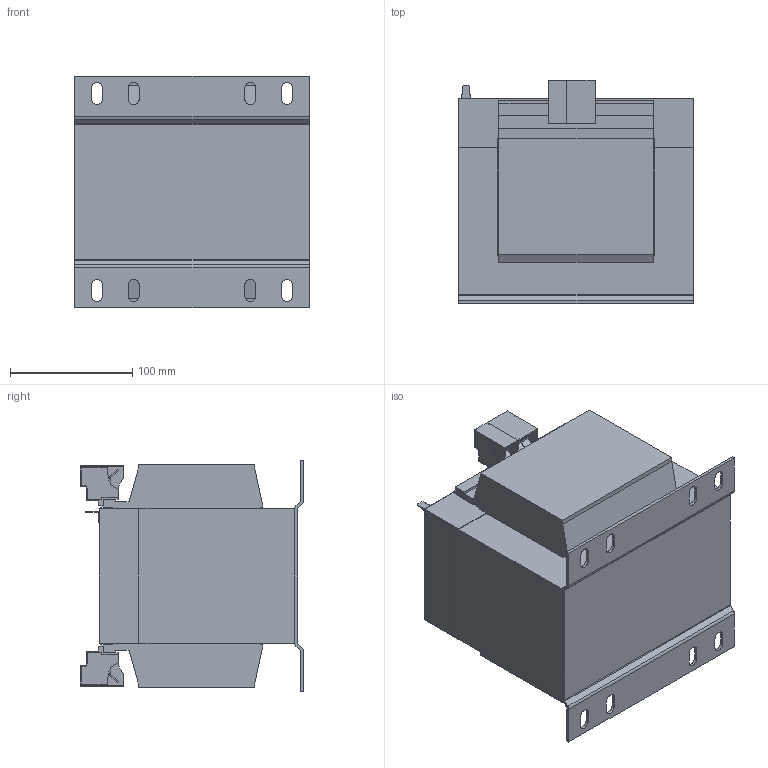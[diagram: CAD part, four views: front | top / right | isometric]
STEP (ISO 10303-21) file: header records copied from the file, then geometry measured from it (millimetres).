
FILE_DESCRIPTION (( 'STEP AP214' ), '1' );
FILE_NAME ('192286.STEP', '2023-08-15T12:43:40', ( '' ), ( '' ), 'SwSTEP 2.0', 'SolidWorks 2018', '' );
FILE_SCHEMA (( 'AUTOMOTIVE_DESIGN' ));
Length unit declared in the file: millimetre
Products named in the file (1): 192286
Bounding box: 192 x 182.62 x 189 mm (x, y, z)
Volume: 4468368.2 mm3; surface area: 299713 mm2
Topology: 1 solids, 1 shells, 439 faces, 1294 edges, 854 vertices
Faces by surface type: plane 371, cylinder 68
Entity records: 14514 total; most frequent: ORIENTED_EDGE 2588, CARTESIAN_POINT 2588, DIRECTION 2310, EDGE_CURVE 1294, LINE 1158, VECTOR 1158, VERTEX_POINT 854, AXIS2_PLACEMENT_3D 576
